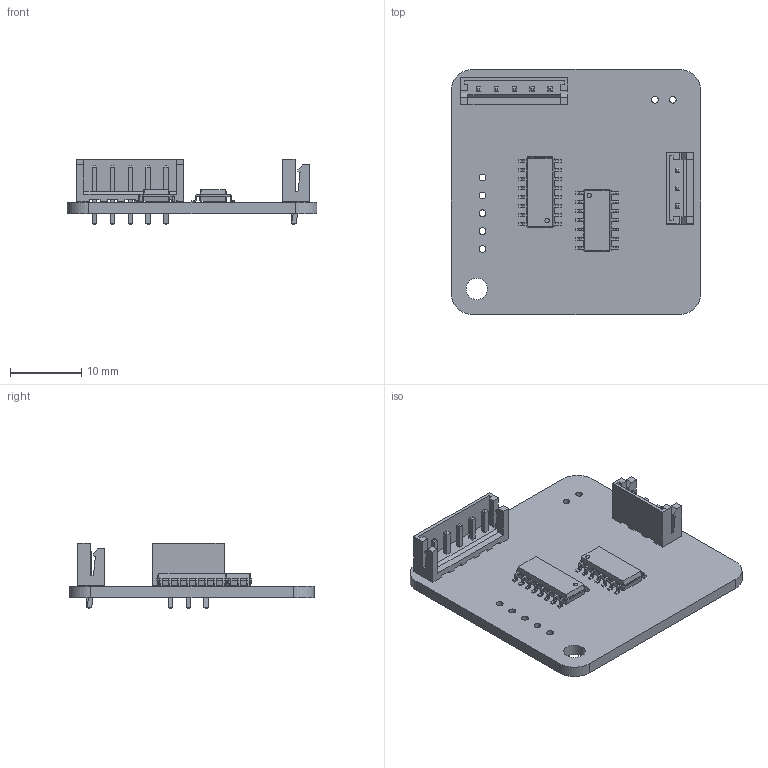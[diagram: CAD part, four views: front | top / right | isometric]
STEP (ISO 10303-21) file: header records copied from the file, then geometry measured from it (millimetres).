
FILE_DESCRIPTION(('KiCad electronic assembly'),'2;1');
FILE_NAME('cnc.step','2024-07-05T15:09:15',('Pcbnew'),('Kicad'), 'Open CASCADE STEP processor 7.8','KiCad to STEP converter','Unknown' );
FILE_SCHEMA(('AUTOMOTIVE_DESIGN { 1 0 10303 214 1 1 1 1 }'));
Length unit declared in the file: millimetre
Products named in the file (10): cnc 1; JST_EH_B3B-EH-A_1x03_P2.50mm_Vertical; JST_B3B_EH_A; SOIC-16_3.9x9.9mm_P1.27mm; SOIC_16_39x99mm_P127mm; JST_EH_B5B-EH-A_1x05_P2.50mm_Vertical; JST_B5B_EH_A; SOIC-14_3.9x8.7mm_P1.27mm; SOIC_14_39x87mm_P127mm; _autosave-cnc_PCB
Assembly tree (9 placements, depth 3):
  cnc 1
    JST_EH_B3B-EH-A_1x03_P2.50mm_Vertical
      JST_B3B_EH_A
    SOIC-16_3.9x9.9mm_P1.27mm
      SOIC_16_39x99mm_P127mm
    JST_EH_B5B-EH-A_1x05_P2.50mm_Vertical
      JST_B5B_EH_A
    SOIC-14_3.9x8.7mm_P1.27mm
      SOIC_14_39x87mm_P127mm
    _autosave-cnc_PCB
Bounding box: 35 x 34.34 x 9.2 mm (x, y, z)
Volume: 2231.4 mm3; surface area: 3742.4 mm2
Topology: 5 solids, 5 shells, 800 faces, 2100 edges, 1328 vertices
Faces by surface type: plane 580, cylinder 142, bspline 78
Full cylindrical faces by diameter (mm): 0.6 x2, 0.95 x15, 3 x1
Entity records: 29699 total; most frequent: CARTESIAN_POINT 4536, ORIENTED_EDGE 4200, DIRECTION 3784, EDGE_CURVE 2100, LINE 1752, VECTOR 1752, VERTEX_POINT 1328, AXIS2_PLACEMENT_3D 1016
